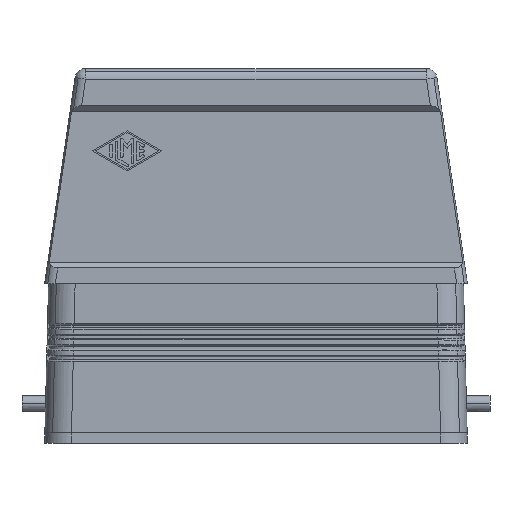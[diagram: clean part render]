
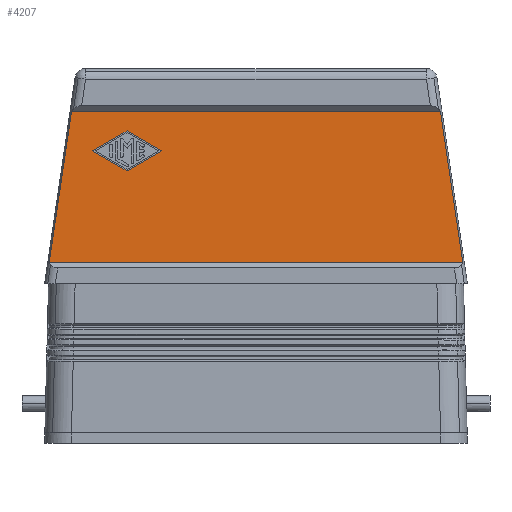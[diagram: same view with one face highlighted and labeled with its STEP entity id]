
A CAD part, front view. The second image highlights one B-rep face of the part: STEP entity #4207.
In plain terms, the highlighted planar face has unit normal (0, -1, 0).
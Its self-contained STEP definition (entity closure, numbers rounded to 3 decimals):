
#3397=CARTESIAN_POINT('',(-17.75,-17.0,55.));
#3398=VERTEX_POINT('',#3397);
#3405=CARTESIAN_POINT('',(-24.25,-17.0,58.749));
#3406=VERTEX_POINT('',#3405);
#3407=CARTESIAN_POINT('',(-24.25,-17.0,58.749));
#3408=DIRECTION('',(0.866,0.0,-0.5));
#3409=VECTOR('',#3408,7.504);
#3410=LINE('',#3407,#3409);
#3411=EDGE_CURVE('',#3406,#3398,#3410,.T.);
#3435=CARTESIAN_POINT('',(-24.25,-17.0,51.251));
#3436=VERTEX_POINT('',#3435);
#3443=CARTESIAN_POINT('',(-17.75,-17.0,55.));
#3444=DIRECTION('',(-0.866,0.0,-0.5));
#3445=VECTOR('',#3444,7.504);
#3446=LINE('',#3443,#3445);
#3447=EDGE_CURVE('',#3398,#3436,#3446,.T.);
#3466=CARTESIAN_POINT('',(-30.75,-17.0,55.));
#3467=VERTEX_POINT('',#3466);
#3474=CARTESIAN_POINT('',(-24.25,-17.0,51.251));
#3475=DIRECTION('',(-0.866,0.0,0.5));
#3476=VECTOR('',#3475,7.504);
#3477=LINE('',#3474,#3476);
#3478=EDGE_CURVE('',#3436,#3467,#3477,.T.);
#3496=CARTESIAN_POINT('',(-30.75,-17.0,55.));
#3497=DIRECTION('',(0.866,0.0,0.5));
#3498=VECTOR('',#3497,7.504);
#3499=LINE('',#3496,#3498);
#3500=EDGE_CURVE('',#3467,#3406,#3499,.T.);
#4162=CARTESIAN_POINT('',(0.0,-17.,62.5));
#4163=DIRECTION('',(0.0,1.0,0.0));
#4164=DIRECTION('',(0.0,0.0,1.0));
#4165=AXIS2_PLACEMENT_3D('',#4162,#4163,#4164);
#4166=PLANE('',#4165);
#4167=CARTESIAN_POINT('',(-38.888,-17.,34.0));
#4168=VERTEX_POINT('',#4167);
#4169=CARTESIAN_POINT('',(-34.68,-17.,62.5));
#4170=VERTEX_POINT('',#4169);
#4171=CARTESIAN_POINT('',(-38.888,-17.,34.0));
#4172=DIRECTION('',(0.146,0.0,0.989));
#4173=VECTOR('',#4172,28.809);
#4174=LINE('',#4171,#4173);
#4175=EDGE_CURVE('',#4168,#4170,#4174,.T.);
#4176=ORIENTED_EDGE('',*,*,#4175,.F.);
#4177=CARTESIAN_POINT('',(38.888,-17.,34.0));
#4178=VERTEX_POINT('',#4177);
#4179=CARTESIAN_POINT('',(38.888,-17.,34.0));
#4180=DIRECTION('',(-1.0,0.0,0.0));
#4181=VECTOR('',#4180,77.777);
#4182=LINE('',#4179,#4181);
#4183=EDGE_CURVE('',#4178,#4168,#4182,.T.);
#4184=ORIENTED_EDGE('',*,*,#4183,.F.);
#4185=CARTESIAN_POINT('',(34.68,-17.,62.5));
#4186=VERTEX_POINT('',#4185);
#4187=CARTESIAN_POINT('',(34.68,-17.,62.5));
#4188=DIRECTION('',(0.146,0.0,-0.989));
#4189=VECTOR('',#4188,28.809);
#4190=LINE('',#4187,#4189);
#4191=EDGE_CURVE('',#4186,#4178,#4190,.T.);
#4192=ORIENTED_EDGE('',*,*,#4191,.F.);
#4193=CARTESIAN_POINT('',(-34.68,-17.,62.5));
#4194=DIRECTION('',(1.0,0.0,0.0));
#4195=VECTOR('',#4194,69.36);
#4196=LINE('',#4193,#4195);
#4197=EDGE_CURVE('',#4170,#4186,#4196,.T.);
#4198=ORIENTED_EDGE('',*,*,#4197,.F.);
#4199=EDGE_LOOP('',(#4176,#4184,#4192,#4198));
#4200=FACE_OUTER_BOUND('',#4199,.T.);
#4201=ORIENTED_EDGE('',*,*,#3411,.T.);
#4202=ORIENTED_EDGE('',*,*,#3447,.T.);
#4203=ORIENTED_EDGE('',*,*,#3478,.T.);
#4204=ORIENTED_EDGE('',*,*,#3500,.T.);
#4205=EDGE_LOOP('',(#4201,#4202,#4203,#4204));
#4206=FACE_BOUND('',#4205,.T.);
#4207=ADVANCED_FACE('',(#4200,#4206),#4166,.F.);
